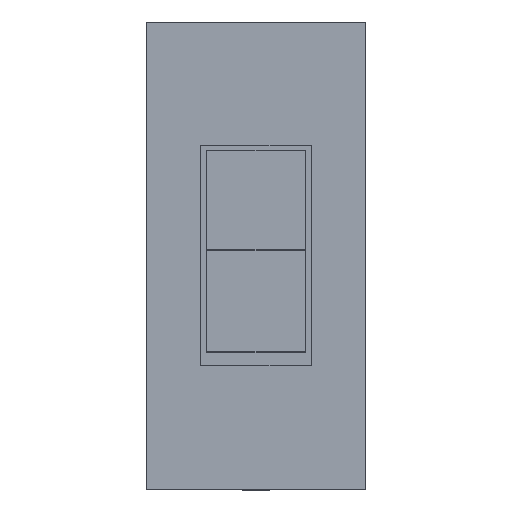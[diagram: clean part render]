
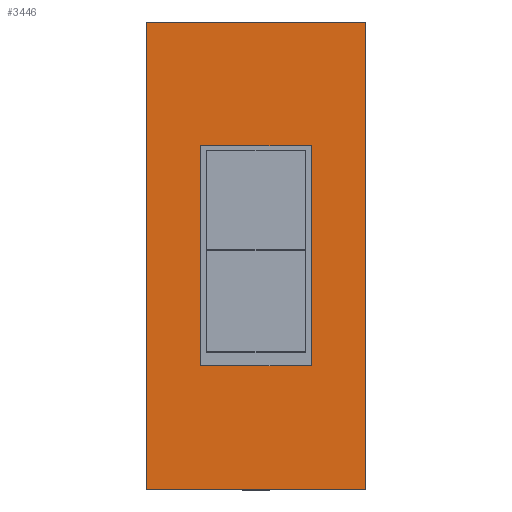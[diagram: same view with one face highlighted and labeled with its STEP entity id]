
A CAD part, top view. The second image highlights one B-rep face of the part: STEP entity #3446.
In plain terms, the highlighted planar face has unit normal (0, 0, 1).
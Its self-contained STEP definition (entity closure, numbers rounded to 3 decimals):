
#2032 = PLANE('',#2033);
#2033 = AXIS2_PLACEMENT_3D('',#2034,#2035,#2036);
#2034 = CARTESIAN_POINT('',(-18.5,-2.75,2.429));
#2035 = DIRECTION('',(-1.,-0.,-0.));
#2036 = DIRECTION('',(0.,0.,-1.));
#2389 = PLANE('',#2390);
#2390 = AXIS2_PLACEMENT_3D('',#2391,#2392,#2393);
#2391 = CARTESIAN_POINT('',(-16.5,1.5,1.207));
#2392 = DIRECTION('',(0.,1.,0.));
#2393 = DIRECTION('',(0.,0.,1.));
#2662 = PLANE('',#2663);
#2663 = AXIS2_PLACEMENT_3D('',#2664,#2665,#2666);
#2664 = CARTESIAN_POINT('',(-14.5,-2.75,2.429));
#2665 = DIRECTION('',(1.,0.,0.));
#2666 = DIRECTION('',(0.,0.,1.));
#3257 = VERTEX_POINT('',#3258);
#3258 = CARTESIAN_POINT('',(-14.5,1.5,4.5));
#3279 = EDGE_CURVE('',#3257,#3280,#3282,.T.);
#3280 = VERTEX_POINT('',#3281);
#3281 = CARTESIAN_POINT('',(-14.5,-7.,4.5));
#3282 = SURFACE_CURVE('',#3283,(#3287,#3294),.PCURVE_S1.);
#3283 = LINE('',#3284,#3285);
#3284 = CARTESIAN_POINT('',(-14.5,1.5,4.5));
#3285 = VECTOR('',#3286,1.);
#3286 = DIRECTION('',(0.,-1.,0.));
#3287 = PCURVE('',#2662,#3288);
#3288 = DEFINITIONAL_REPRESENTATION('',(#3289),#3293);
#3289 = LINE('',#3290,#3291);
#3290 = CARTESIAN_POINT('',(2.071,-4.25));
#3291 = VECTOR('',#3292,1.);
#3292 = DIRECTION('',(0.,1.));
#3293 = ( GEOMETRIC_REPRESENTATION_CONTEXT(2) 
PARAMETRIC_REPRESENTATION_CONTEXT() REPRESENTATION_CONTEXT('2D SPACE',''
  ) );
#3294 = PCURVE('',#3295,#3300);
#3295 = PLANE('',#3296);
#3296 = AXIS2_PLACEMENT_3D('',#3297,#3298,#3299);
#3297 = CARTESIAN_POINT('',(-16.5,-2.75,4.5));
#3298 = DIRECTION('',(0.,0.,1.));
#3299 = DIRECTION('',(1.,0.,0.));
#3300 = DEFINITIONAL_REPRESENTATION('',(#3301),#3305);
#3301 = LINE('',#3302,#3303);
#3302 = CARTESIAN_POINT('',(2.,4.25));
#3303 = VECTOR('',#3304,1.);
#3304 = DIRECTION('',(0.,-1.));
#3305 = ( GEOMETRIC_REPRESENTATION_CONTEXT(2) 
PARAMETRIC_REPRESENTATION_CONTEXT() REPRESENTATION_CONTEXT('2D SPACE',''
  ) );
#3323 = PLANE('',#3324);
#3324 = AXIS2_PLACEMENT_3D('',#3325,#3326,#3327);
#3325 = CARTESIAN_POINT('',(-16.5,-7.,1.207));
#3326 = DIRECTION('',(-0.,-1.,-0.));
#3327 = DIRECTION('',(0.,0.,-1.));
#3446 = ADVANCED_FACE('',(#3447,#3517),#3295,.T.);
#3447 = FACE_BOUND('',#3448,.T.);
#3448 = EDGE_LOOP('',(#3449,#3450,#3473,#3496));
#3449 = ORIENTED_EDGE('',*,*,#3279,.F.);
#3450 = ORIENTED_EDGE('',*,*,#3451,.T.);
#3451 = EDGE_CURVE('',#3257,#3452,#3454,.T.);
#3452 = VERTEX_POINT('',#3453);
#3453 = CARTESIAN_POINT('',(-18.5,1.5,4.5));
#3454 = SURFACE_CURVE('',#3455,(#3459,#3466),.PCURVE_S1.);
#3455 = LINE('',#3456,#3457);
#3456 = CARTESIAN_POINT('',(-14.5,1.5,4.5));
#3457 = VECTOR('',#3458,1.);
#3458 = DIRECTION('',(-1.,0.,0.));
#3459 = PCURVE('',#3295,#3460);
#3460 = DEFINITIONAL_REPRESENTATION('',(#3461),#3465);
#3461 = LINE('',#3462,#3463);
#3462 = CARTESIAN_POINT('',(2.,4.25));
#3463 = VECTOR('',#3464,1.);
#3464 = DIRECTION('',(-1.,0.));
#3465 = ( GEOMETRIC_REPRESENTATION_CONTEXT(2) 
PARAMETRIC_REPRESENTATION_CONTEXT() REPRESENTATION_CONTEXT('2D SPACE',''
  ) );
#3466 = PCURVE('',#2389,#3467);
#3467 = DEFINITIONAL_REPRESENTATION('',(#3468),#3472);
#3468 = LINE('',#3469,#3470);
#3469 = CARTESIAN_POINT('',(3.293,2.));
#3470 = VECTOR('',#3471,1.);
#3471 = DIRECTION('',(0.,-1.));
#3472 = ( GEOMETRIC_REPRESENTATION_CONTEXT(2) 
PARAMETRIC_REPRESENTATION_CONTEXT() REPRESENTATION_CONTEXT('2D SPACE',''
  ) );
#3473 = ORIENTED_EDGE('',*,*,#3474,.F.);
#3474 = EDGE_CURVE('',#3475,#3452,#3477,.T.);
#3475 = VERTEX_POINT('',#3476);
#3476 = CARTESIAN_POINT('',(-18.5,-7.,4.5));
#3477 = SURFACE_CURVE('',#3478,(#3482,#3489),.PCURVE_S1.);
#3478 = LINE('',#3479,#3480);
#3479 = CARTESIAN_POINT('',(-18.5,-7.,4.5));
#3480 = VECTOR('',#3481,1.);
#3481 = DIRECTION('',(0.,1.,0.));
#3482 = PCURVE('',#3295,#3483);
#3483 = DEFINITIONAL_REPRESENTATION('',(#3484),#3488);
#3484 = LINE('',#3485,#3486);
#3485 = CARTESIAN_POINT('',(-2.,-4.25));
#3486 = VECTOR('',#3487,1.);
#3487 = DIRECTION('',(0.,1.));
#3488 = ( GEOMETRIC_REPRESENTATION_CONTEXT(2) 
PARAMETRIC_REPRESENTATION_CONTEXT() REPRESENTATION_CONTEXT('2D SPACE',''
  ) );
#3489 = PCURVE('',#2032,#3490);
#3490 = DEFINITIONAL_REPRESENTATION('',(#3491),#3495);
#3491 = LINE('',#3492,#3493);
#3492 = CARTESIAN_POINT('',(-2.071,4.25));
#3493 = VECTOR('',#3494,1.);
#3494 = DIRECTION('',(0.,-1.));
#3495 = ( GEOMETRIC_REPRESENTATION_CONTEXT(2) 
PARAMETRIC_REPRESENTATION_CONTEXT() REPRESENTATION_CONTEXT('2D SPACE',''
  ) );
#3496 = ORIENTED_EDGE('',*,*,#3497,.T.);
#3497 = EDGE_CURVE('',#3475,#3280,#3498,.T.);
#3498 = SURFACE_CURVE('',#3499,(#3503,#3510),.PCURVE_S1.);
#3499 = LINE('',#3500,#3501);
#3500 = CARTESIAN_POINT('',(-18.5,-7.,4.5));
#3501 = VECTOR('',#3502,1.);
#3502 = DIRECTION('',(1.,0.,0.));
#3503 = PCURVE('',#3295,#3504);
#3504 = DEFINITIONAL_REPRESENTATION('',(#3505),#3509);
#3505 = LINE('',#3506,#3507);
#3506 = CARTESIAN_POINT('',(-2.,-4.25));
#3507 = VECTOR('',#3508,1.);
#3508 = DIRECTION('',(1.,0.));
#3509 = ( GEOMETRIC_REPRESENTATION_CONTEXT(2) 
PARAMETRIC_REPRESENTATION_CONTEXT() REPRESENTATION_CONTEXT('2D SPACE',''
  ) );
#3510 = PCURVE('',#3323,#3511);
#3511 = DEFINITIONAL_REPRESENTATION('',(#3512),#3516);
#3512 = LINE('',#3513,#3514);
#3513 = CARTESIAN_POINT('',(-3.293,-2.));
#3514 = VECTOR('',#3515,1.);
#3515 = DIRECTION('',(0.,1.));
#3516 = ( GEOMETRIC_REPRESENTATION_CONTEXT(2) 
PARAMETRIC_REPRESENTATION_CONTEXT() REPRESENTATION_CONTEXT('2D SPACE',''
  ) );
#3517 = FACE_BOUND('',#3518,.T.);
#3518 = EDGE_LOOP('',(#3519,#3549,#3577,#3605));
#3519 = ORIENTED_EDGE('',*,*,#3520,.T.);
#3520 = EDGE_CURVE('',#3521,#3523,#3525,.T.);
#3521 = VERTEX_POINT('',#3522);
#3522 = CARTESIAN_POINT('',(-17.503,-0.748,4.5));
#3523 = VERTEX_POINT('',#3524);
#3524 = CARTESIAN_POINT('',(-15.498,-0.748,4.5));
#3525 = SURFACE_CURVE('',#3526,(#3530,#3537),.PCURVE_S1.);
#3526 = LINE('',#3527,#3528);
#3527 = CARTESIAN_POINT('',(-17.503,-0.748,4.5));
#3528 = VECTOR('',#3529,1.);
#3529 = DIRECTION('',(1.,0.,0.));
#3530 = PCURVE('',#3295,#3531);
#3531 = DEFINITIONAL_REPRESENTATION('',(#3532),#3536);
#3532 = LINE('',#3533,#3534);
#3533 = CARTESIAN_POINT('',(-1.003,2.002));
#3534 = VECTOR('',#3535,1.);
#3535 = DIRECTION('',(1.,0.));
#3536 = ( GEOMETRIC_REPRESENTATION_CONTEXT(2) 
PARAMETRIC_REPRESENTATION_CONTEXT() REPRESENTATION_CONTEXT('2D SPACE',''
  ) );
#3537 = PCURVE('',#3538,#3543);
#3538 = PLANE('',#3539);
#3539 = AXIS2_PLACEMENT_3D('',#3540,#3541,#3542);
#3540 = CARTESIAN_POINT('',(-16.501,-0.748,
    4.451));
#3541 = DIRECTION('',(-0.,-1.,-0.));
#3542 = DIRECTION('',(0.,0.,-1.));
#3543 = DEFINITIONAL_REPRESENTATION('',(#3544),#3548);
#3544 = LINE('',#3545,#3546);
#3545 = CARTESIAN_POINT('',(-0.049,-1.003));
#3546 = VECTOR('',#3547,1.);
#3547 = DIRECTION('',(0.,1.));
#3548 = ( GEOMETRIC_REPRESENTATION_CONTEXT(2) 
PARAMETRIC_REPRESENTATION_CONTEXT() REPRESENTATION_CONTEXT('2D SPACE',''
  ) );
#3549 = ORIENTED_EDGE('',*,*,#3550,.T.);
#3550 = EDGE_CURVE('',#3523,#3551,#3553,.T.);
#3551 = VERTEX_POINT('',#3552);
#3552 = CARTESIAN_POINT('',(-15.498,-4.753,4.5));
#3553 = SURFACE_CURVE('',#3554,(#3558,#3565),.PCURVE_S1.);
#3554 = LINE('',#3555,#3556);
#3555 = CARTESIAN_POINT('',(-15.498,-0.748,4.5));
#3556 = VECTOR('',#3557,1.);
#3557 = DIRECTION('',(0.,-1.,0.));
#3558 = PCURVE('',#3295,#3559);
#3559 = DEFINITIONAL_REPRESENTATION('',(#3560),#3564);
#3560 = LINE('',#3561,#3562);
#3561 = CARTESIAN_POINT('',(1.002,2.002));
#3562 = VECTOR('',#3563,1.);
#3563 = DIRECTION('',(0.,-1.));
#3564 = ( GEOMETRIC_REPRESENTATION_CONTEXT(2) 
PARAMETRIC_REPRESENTATION_CONTEXT() REPRESENTATION_CONTEXT('2D SPACE',''
  ) );
#3565 = PCURVE('',#3566,#3571);
#3566 = PLANE('',#3567);
#3567 = AXIS2_PLACEMENT_3D('',#3568,#3569,#3570);
#3568 = CARTESIAN_POINT('',(-15.498,-2.75,
    4.451));
#3569 = DIRECTION('',(-1.,-0.,-0.));
#3570 = DIRECTION('',(0.,0.,-1.));
#3571 = DEFINITIONAL_REPRESENTATION('',(#3572),#3576);
#3572 = LINE('',#3573,#3574);
#3573 = CARTESIAN_POINT('',(-0.049,-2.002));
#3574 = VECTOR('',#3575,1.);
#3575 = DIRECTION('',(0.,1.));
#3576 = ( GEOMETRIC_REPRESENTATION_CONTEXT(2) 
PARAMETRIC_REPRESENTATION_CONTEXT() REPRESENTATION_CONTEXT('2D SPACE',''
  ) );
#3577 = ORIENTED_EDGE('',*,*,#3578,.T.);
#3578 = EDGE_CURVE('',#3551,#3579,#3581,.T.);
#3579 = VERTEX_POINT('',#3580);
#3580 = CARTESIAN_POINT('',(-17.503,-4.753,4.5));
#3581 = SURFACE_CURVE('',#3582,(#3586,#3593),.PCURVE_S1.);
#3582 = LINE('',#3583,#3584);
#3583 = CARTESIAN_POINT('',(-15.498,-4.753,4.5));
#3584 = VECTOR('',#3585,1.);
#3585 = DIRECTION('',(-1.,0.,0.));
#3586 = PCURVE('',#3295,#3587);
#3587 = DEFINITIONAL_REPRESENTATION('',(#3588),#3592);
#3588 = LINE('',#3589,#3590);
#3589 = CARTESIAN_POINT('',(1.002,-2.003));
#3590 = VECTOR('',#3591,1.);
#3591 = DIRECTION('',(-1.,0.));
#3592 = ( GEOMETRIC_REPRESENTATION_CONTEXT(2) 
PARAMETRIC_REPRESENTATION_CONTEXT() REPRESENTATION_CONTEXT('2D SPACE',''
  ) );
#3593 = PCURVE('',#3594,#3599);
#3594 = PLANE('',#3595);
#3595 = AXIS2_PLACEMENT_3D('',#3596,#3597,#3598);
#3596 = CARTESIAN_POINT('',(-16.501,-4.753,
    4.451));
#3597 = DIRECTION('',(0.,1.,0.));
#3598 = DIRECTION('',(0.,0.,1.));
#3599 = DEFINITIONAL_REPRESENTATION('',(#3600),#3604);
#3600 = LINE('',#3601,#3602);
#3601 = CARTESIAN_POINT('',(0.049,1.003));
#3602 = VECTOR('',#3603,1.);
#3603 = DIRECTION('',(0.,-1.));
#3604 = ( GEOMETRIC_REPRESENTATION_CONTEXT(2) 
PARAMETRIC_REPRESENTATION_CONTEXT() REPRESENTATION_CONTEXT('2D SPACE',''
  ) );
#3605 = ORIENTED_EDGE('',*,*,#3606,.T.);
#3606 = EDGE_CURVE('',#3579,#3521,#3607,.T.);
#3607 = SURFACE_CURVE('',#3608,(#3612,#3619),.PCURVE_S1.);
#3608 = LINE('',#3609,#3610);
#3609 = CARTESIAN_POINT('',(-17.503,-4.753,4.5));
#3610 = VECTOR('',#3611,1.);
#3611 = DIRECTION('',(0.,1.,0.));
#3612 = PCURVE('',#3295,#3613);
#3613 = DEFINITIONAL_REPRESENTATION('',(#3614),#3618);
#3614 = LINE('',#3615,#3616);
#3615 = CARTESIAN_POINT('',(-1.003,-2.003));
#3616 = VECTOR('',#3617,1.);
#3617 = DIRECTION('',(0.,1.));
#3618 = ( GEOMETRIC_REPRESENTATION_CONTEXT(2) 
PARAMETRIC_REPRESENTATION_CONTEXT() REPRESENTATION_CONTEXT('2D SPACE',''
  ) );
#3619 = PCURVE('',#3620,#3625);
#3620 = PLANE('',#3621);
#3621 = AXIS2_PLACEMENT_3D('',#3622,#3623,#3624);
#3622 = CARTESIAN_POINT('',(-17.503,-2.75,
    4.451));
#3623 = DIRECTION('',(1.,0.,0.));
#3624 = DIRECTION('',(0.,0.,1.));
#3625 = DEFINITIONAL_REPRESENTATION('',(#3626),#3630);
#3626 = LINE('',#3627,#3628);
#3627 = CARTESIAN_POINT('',(0.049,2.002));
#3628 = VECTOR('',#3629,1.);
#3629 = DIRECTION('',(0.,-1.));
#3630 = ( GEOMETRIC_REPRESENTATION_CONTEXT(2) 
PARAMETRIC_REPRESENTATION_CONTEXT() REPRESENTATION_CONTEXT('2D SPACE',''
  ) );
